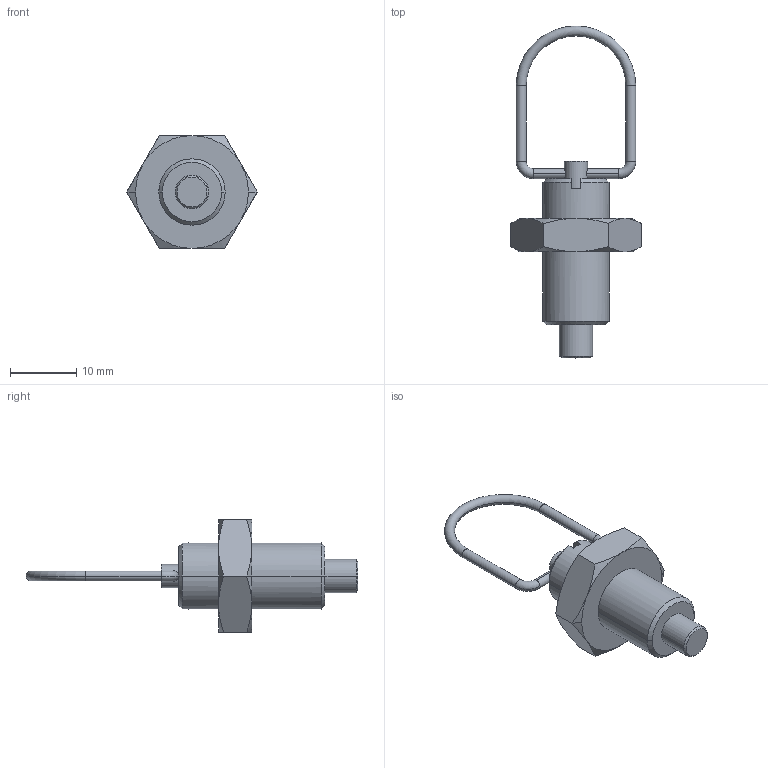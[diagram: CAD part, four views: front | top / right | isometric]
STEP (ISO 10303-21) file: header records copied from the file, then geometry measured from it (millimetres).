
FILE_DESCRIPTION(('STEP AP214'),'1');
FILE_NAME('HALDERN_EH_22120_1412.stp','2017-07-04T08:57:50',('TraceParts'),('TraceParts S.A.'),'Spatial InterOp 3D',' ',' ');
FILE_SCHEMA(('automotive_design'));
Length unit declared in the file: millimetre
Products named in the file (4): HALDERN_EH_22120_1412_1; HALDERN_EH_22120_1412_2; HALDERN_EH_22120_1412_3; HALDERN_EH_22120_1412_4
Bounding box: 19.63 x 50 x 17 mm (x, y, z)
Volume: 2690.1 mm3; surface area: 2650.3 mm2
Topology: 4 solids, 4 shells, 72 faces, 170 edges, 102 vertices
Faces by surface type: cone 28, plane 20, cylinder 18, torus 6
Entity records: 2789 total; most frequent: CARTESIAN_POINT 524, DIRECTION 364, ORIENTED_EDGE 340, EDGE_CURVE 170, AXIS2_PLACEMENT_3D 154, VERTEX_POINT 102, CIRCLE 78, EDGE_LOOP 76
